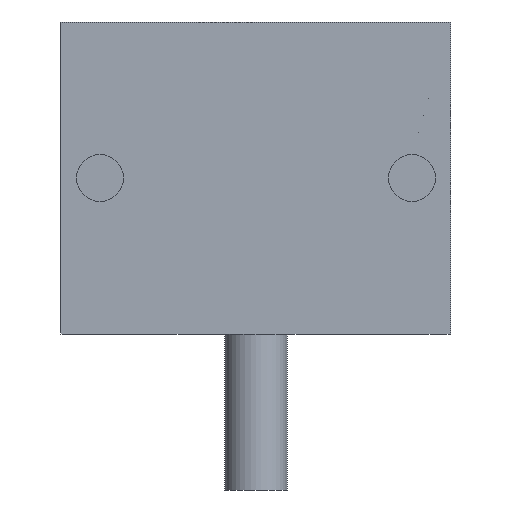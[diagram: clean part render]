
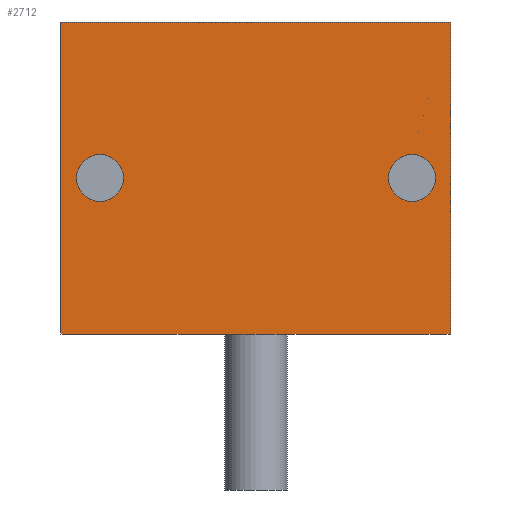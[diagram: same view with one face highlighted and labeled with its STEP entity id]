
A CAD part, front view. The second image highlights one B-rep face of the part: STEP entity #2712.
In plain terms, the highlighted planar face has unit normal (0, -1, 0).
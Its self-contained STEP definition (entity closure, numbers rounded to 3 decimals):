
#72=DIRECTION('',(1.,0.,0.));
#73=VECTOR('',#72,25.);
#74=CARTESIAN_POINT('',(-12.5,-20.,-10.));
#75=LINE('',#74,#73);
#411=DIRECTION('',(0.,0.,1.));
#412=VECTOR('',#411,20.);
#413=CARTESIAN_POINT('',(12.5,-20.,-10.));
#414=LINE('',#413,#412);
#534=DIRECTION('',(0.,0.,1.));
#535=VECTOR('',#534,20.);
#536=CARTESIAN_POINT('',(-12.5,-20.,-10.));
#537=LINE('',#536,#535);
#541=CARTESIAN_POINT('',(10.,-20.,0.));
#542=DIRECTION('',(0.,-1.,0.));
#543=DIRECTION('',(0.,0.,-1.));
#544=AXIS2_PLACEMENT_3D('',#541,#542,#543);
#549=CARTESIAN_POINT('',(10.,-20.,0.));
#550=DIRECTION('',(0.,-1.,0.));
#551=DIRECTION('',(0.,0.,1.));
#552=AXIS2_PLACEMENT_3D('',#549,#550,#551);
#557=CARTESIAN_POINT('',(-10.,-20.,0.));
#558=DIRECTION('',(0.,1.,0.));
#559=DIRECTION('',(0.,0.,-1.));
#560=AXIS2_PLACEMENT_3D('',#557,#558,#559);
#565=CARTESIAN_POINT('',(-10.,-20.,0.));
#566=DIRECTION('',(0.,1.,0.));
#567=DIRECTION('',(0.,0.,1.));
#568=AXIS2_PLACEMENT_3D('',#565,#566,#567);
#608=DIRECTION('',(1.,0.,0.));
#609=VECTOR('',#608,25.);
#610=CARTESIAN_POINT('',(-12.5,-20.,10.));
#611=LINE('',#610,#609);
#2075=CARTESIAN_POINT('',(-12.5,-20.,-10.));
#2076=VERTEX_POINT('',#2075);
#2077=CARTESIAN_POINT('',(12.5,-20.,-10.));
#2078=VERTEX_POINT('',#2077);
#2079=CARTESIAN_POINT('',(-12.5,-20.,10.));
#2080=CARTESIAN_POINT('',(12.5,-20.,10.));
#2081=VERTEX_POINT('',#2079);
#2082=VERTEX_POINT('',#2080);
#2207=CARTESIAN_POINT('',(10.,-20.,-1.5));
#2208=CARTESIAN_POINT('',(10.,-20.,1.5));
#2209=VERTEX_POINT('',#2207);
#2210=VERTEX_POINT('',#2208);
#2263=CARTESIAN_POINT('',(-10.,-20.,-1.5));
#2264=CARTESIAN_POINT('',(-10.,-20.,1.5));
#2265=VERTEX_POINT('',#2263);
#2266=VERTEX_POINT('',#2264);
#2688=CARTESIAN_POINT('',(-12.5,-20.,-10.));
#2689=DIRECTION('',(0.,-1.,0.));
#2690=DIRECTION('',(1.,0.,0.));
#2691=AXIS2_PLACEMENT_3D('',#2688,#2689,#2690);
#2692=PLANE('',#2691);
#2693=ORIENTED_EDGE('',*,*,#2448,.F.);
#2694=ORIENTED_EDGE('',*,*,#2536,.T.);
#2696=ORIENTED_EDGE('',*,*,#2695,.T.);
#2697=ORIENTED_EDGE('',*,*,#2643,.F.);
#2698=EDGE_LOOP('',(#2693,#2694,#2696,#2697));
#2699=FACE_OUTER_BOUND('',#2698,.F.);
#2701=ORIENTED_EDGE('',*,*,#2700,.T.);
#2703=ORIENTED_EDGE('',*,*,#2702,.T.);
#2704=EDGE_LOOP('',(#2701,#2703));
#2705=FACE_BOUND('',#2704,.F.);
#2707=ORIENTED_EDGE('',*,*,#2706,.F.);
#2709=ORIENTED_EDGE('',*,*,#2708,.F.);
#2710=EDGE_LOOP('',(#2707,#2709));
#2711=FACE_BOUND('',#2710,.F.);
#2712=ADVANCED_FACE('',(#2699,#2705,#2711),#2692,.T.);
#545=CIRCLE('',#544,1.5);
#553=CIRCLE('',#552,1.5);
#561=CIRCLE('',#560,1.5);
#569=CIRCLE('',#568,1.5);
#2448=EDGE_CURVE('',#2076,#2078,#75,.T.);
#2536=EDGE_CURVE('',#2076,#2081,#537,.T.);
#2643=EDGE_CURVE('',#2078,#2082,#414,.T.);
#2695=EDGE_CURVE('',#2081,#2082,#611,.T.);
#2700=EDGE_CURVE('',#2209,#2210,#545,.T.);
#2702=EDGE_CURVE('',#2210,#2209,#553,.T.);
#2706=EDGE_CURVE('',#2265,#2266,#561,.T.);
#2708=EDGE_CURVE('',#2266,#2265,#569,.T.);
